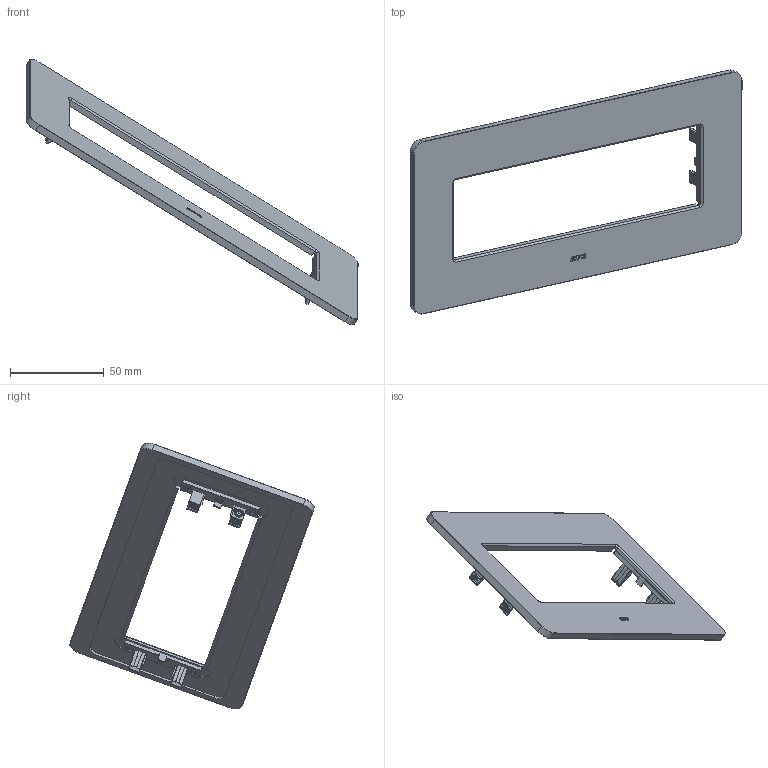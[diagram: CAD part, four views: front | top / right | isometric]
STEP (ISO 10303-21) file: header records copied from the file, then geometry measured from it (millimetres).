
FILE_DESCRIPTION(('CATIA V5 STEP Exchange'),'2;1');
FILE_NAME('44PSMC7B.stp','2024-10-11T09:14:17+00:00',('none'),('none'),'CATIA Version 5-6 Release 2016 SP6','CATIA V5 STEP AP203','none');
FILE_SCHEMA(('CONFIG_CONTROL_DESIGN'));
Length unit declared in the file: millimetre
Products named in the file (1): 44PSMC7@
Assembly tree (4 placements, depth 2):
  44PSMC7@
    #57
    #8268  x2
    #15878
Bounding box: 177.47 x 130.57 x 142.08 mm (x, y, z)
Volume: 44805.4 mm3; surface area: 34366.9 mm2
Topology: 3 solids, 3 shells, 709 faces, 1850 edges, 1156 vertices
Faces by surface type: plane 316, cylinder 264, extrusion 37, sphere 32, cone 28, bspline 24, torus 8
Entity records: 15904 total; most frequent: CARTESIAN_POINT 5004, ORIENTED_EDGE 2472, DIRECTION 1745, EDGE_CURVE 1236, VERTEX_POINT 788, VECTOR 736, LINE 699, AXIS2_PLACEMENT_3D 651
